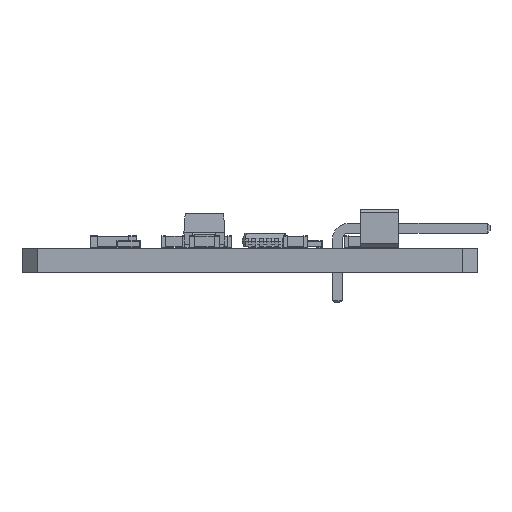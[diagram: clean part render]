
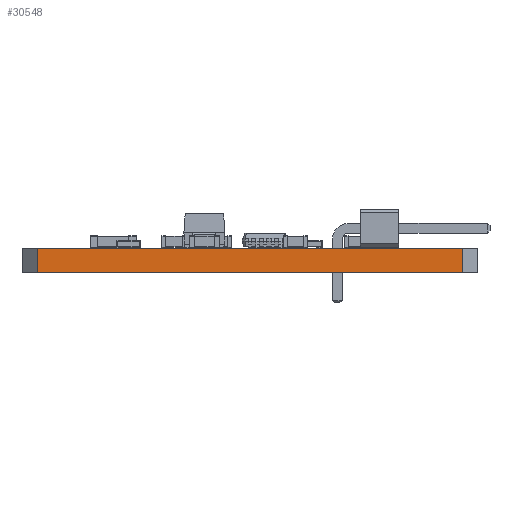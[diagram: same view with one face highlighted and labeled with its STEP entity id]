
A CAD part, left-side view. The second image highlights one B-rep face of the part: STEP entity #30548.
In plain terms, the highlighted planar face has unit normal (-1, 0, 0).
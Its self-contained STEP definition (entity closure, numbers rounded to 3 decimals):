
#30548 = ADVANCED_FACE('',(#30549),#30563,.F.);
#30549 = FACE_BOUND('',#30550,.F.);
#30550 = EDGE_LOOP('',(#30551,#30586,#30614,#30642));
#30551 = ORIENTED_EDGE('',*,*,#30552,.T.);
#30552 = EDGE_CURVE('',#30553,#30555,#30557,.T.);
#30553 = VERTEX_POINT('',#30554);
#30554 = CARTESIAN_POINT('',(-135.1,98.,0.));
#30555 = VERTEX_POINT('',#30556);
#30556 = CARTESIAN_POINT('',(-135.1,98.,1.6));
#30557 = SURFACE_CURVE('',#30558,(#30562,#30574),.PCURVE_S1.);
#30558 = LINE('',#30559,#30560);
#30559 = CARTESIAN_POINT('',(-135.1,98.,0.));
#30560 = VECTOR('',#30561,1.);
#30561 = DIRECTION('',(0.,0.,1.));
#30562 = PCURVE('',#30563,#30568);
#30563 = PLANE('',#30564);
#30564 = AXIS2_PLACEMENT_3D('',#30565,#30566,#30567);
#30565 = CARTESIAN_POINT('',(-135.1,98.,0.));
#30566 = DIRECTION('',(1.,0.,0.));
#30567 = DIRECTION('',(0.,-1.,0.));
#30568 = DEFINITIONAL_REPRESENTATION('',(#30569),#30573);
#30569 = LINE('',#30570,#30571);
#30570 = CARTESIAN_POINT('',(0.,0.));
#30571 = VECTOR('',#30572,1.);
#30572 = DIRECTION('',(0.,-1.));
#30573 = ( GEOMETRIC_REPRESENTATION_CONTEXT(2) 
PARAMETRIC_REPRESENTATION_CONTEXT() REPRESENTATION_CONTEXT('2D SPACE',''
  ) );
#30574 = PCURVE('',#30575,#30580);
#30575 = PLANE('',#30576);
#30576 = AXIS2_PLACEMENT_3D('',#30577,#30578,#30579);
#30577 = CARTESIAN_POINT('',(-134.1,99.,0.));
#30578 = DIRECTION('',(0.707,-0.707,0.));
#30579 = DIRECTION('',(-0.707,-0.707,0.));
#30580 = DEFINITIONAL_REPRESENTATION('',(#30581),#30585);
#30581 = LINE('',#30582,#30583);
#30582 = CARTESIAN_POINT('',(1.414,0.));
#30583 = VECTOR('',#30584,1.);
#30584 = DIRECTION('',(0.,-1.));
#30585 = ( GEOMETRIC_REPRESENTATION_CONTEXT(2) 
PARAMETRIC_REPRESENTATION_CONTEXT() REPRESENTATION_CONTEXT('2D SPACE',''
  ) );
#30586 = ORIENTED_EDGE('',*,*,#30587,.T.);
#30587 = EDGE_CURVE('',#30555,#30588,#30590,.T.);
#30588 = VERTEX_POINT('',#30589);
#30589 = CARTESIAN_POINT('',(-135.1,70.,1.6));
#30590 = SURFACE_CURVE('',#30591,(#30595,#30602),.PCURVE_S1.);
#30591 = LINE('',#30592,#30593);
#30592 = CARTESIAN_POINT('',(-135.1,98.,1.6));
#30593 = VECTOR('',#30594,1.);
#30594 = DIRECTION('',(0.,-1.,0.));
#30595 = PCURVE('',#30563,#30596);
#30596 = DEFINITIONAL_REPRESENTATION('',(#30597),#30601);
#30597 = LINE('',#30598,#30599);
#30598 = CARTESIAN_POINT('',(0.,-1.6));
#30599 = VECTOR('',#30600,1.);
#30600 = DIRECTION('',(1.,0.));
#30601 = ( GEOMETRIC_REPRESENTATION_CONTEXT(2) 
PARAMETRIC_REPRESENTATION_CONTEXT() REPRESENTATION_CONTEXT('2D SPACE',''
  ) );
#30602 = PCURVE('',#30603,#30608);
#30603 = PLANE('',#30604);
#30604 = AXIS2_PLACEMENT_3D('',#30605,#30606,#30607);
#30605 = CARTESIAN_POINT('',(-126.1,83.346,1.6));
#30606 = DIRECTION('',(0.,0.,1.));
#30607 = DIRECTION('',(1.,0.,0.));
#30608 = DEFINITIONAL_REPRESENTATION('',(#30609),#30613);
#30609 = LINE('',#30610,#30611);
#30610 = CARTESIAN_POINT('',(-9.,14.654));
#30611 = VECTOR('',#30612,1.);
#30612 = DIRECTION('',(0.,-1.));
#30613 = ( GEOMETRIC_REPRESENTATION_CONTEXT(2) 
PARAMETRIC_REPRESENTATION_CONTEXT() REPRESENTATION_CONTEXT('2D SPACE',''
  ) );
#30614 = ORIENTED_EDGE('',*,*,#30615,.F.);
#30615 = EDGE_CURVE('',#30616,#30588,#30618,.T.);
#30616 = VERTEX_POINT('',#30617);
#30617 = CARTESIAN_POINT('',(-135.1,70.,0.));
#30618 = SURFACE_CURVE('',#30619,(#30623,#30630),.PCURVE_S1.);
#30619 = LINE('',#30620,#30621);
#30620 = CARTESIAN_POINT('',(-135.1,70.,0.));
#30621 = VECTOR('',#30622,1.);
#30622 = DIRECTION('',(0.,0.,1.));
#30623 = PCURVE('',#30563,#30624);
#30624 = DEFINITIONAL_REPRESENTATION('',(#30625),#30629);
#30625 = LINE('',#30626,#30627);
#30626 = CARTESIAN_POINT('',(28.,0.));
#30627 = VECTOR('',#30628,1.);
#30628 = DIRECTION('',(0.,-1.));
#30629 = ( GEOMETRIC_REPRESENTATION_CONTEXT(2) 
PARAMETRIC_REPRESENTATION_CONTEXT() REPRESENTATION_CONTEXT('2D SPACE',''
  ) );
#30630 = PCURVE('',#30631,#30636);
#30631 = PLANE('',#30632);
#30632 = AXIS2_PLACEMENT_3D('',#30633,#30634,#30635);
#30633 = CARTESIAN_POINT('',(-135.1,70.,0.));
#30634 = DIRECTION('',(0.707,0.707,0.));
#30635 = DIRECTION('',(0.707,-0.707,0.));
#30636 = DEFINITIONAL_REPRESENTATION('',(#30637),#30641);
#30637 = LINE('',#30638,#30639);
#30638 = CARTESIAN_POINT('',(0.,0.));
#30639 = VECTOR('',#30640,1.);
#30640 = DIRECTION('',(0.,-1.));
#30641 = ( GEOMETRIC_REPRESENTATION_CONTEXT(2) 
PARAMETRIC_REPRESENTATION_CONTEXT() REPRESENTATION_CONTEXT('2D SPACE',''
  ) );
#30642 = ORIENTED_EDGE('',*,*,#30643,.F.);
#30643 = EDGE_CURVE('',#30553,#30616,#30644,.T.);
#30644 = SURFACE_CURVE('',#30645,(#30649,#30656),.PCURVE_S1.);
#30645 = LINE('',#30646,#30647);
#30646 = CARTESIAN_POINT('',(-135.1,98.,0.));
#30647 = VECTOR('',#30648,1.);
#30648 = DIRECTION('',(0.,-1.,0.));
#30649 = PCURVE('',#30563,#30650);
#30650 = DEFINITIONAL_REPRESENTATION('',(#30651),#30655);
#30651 = LINE('',#30652,#30653);
#30652 = CARTESIAN_POINT('',(0.,0.));
#30653 = VECTOR('',#30654,1.);
#30654 = DIRECTION('',(1.,0.));
#30655 = ( GEOMETRIC_REPRESENTATION_CONTEXT(2) 
PARAMETRIC_REPRESENTATION_CONTEXT() REPRESENTATION_CONTEXT('2D SPACE',''
  ) );
#30656 = PCURVE('',#30657,#30662);
#30657 = PLANE('',#30658);
#30658 = AXIS2_PLACEMENT_3D('',#30659,#30660,#30661);
#30659 = CARTESIAN_POINT('',(-126.1,83.346,0.));
#30660 = DIRECTION('',(0.,0.,1.));
#30661 = DIRECTION('',(1.,0.,0.));
#30662 = DEFINITIONAL_REPRESENTATION('',(#30663),#30667);
#30663 = LINE('',#30664,#30665);
#30664 = CARTESIAN_POINT('',(-9.,14.654));
#30665 = VECTOR('',#30666,1.);
#30666 = DIRECTION('',(0.,-1.));
#30667 = ( GEOMETRIC_REPRESENTATION_CONTEXT(2) 
PARAMETRIC_REPRESENTATION_CONTEXT() REPRESENTATION_CONTEXT('2D SPACE',''
  ) );
